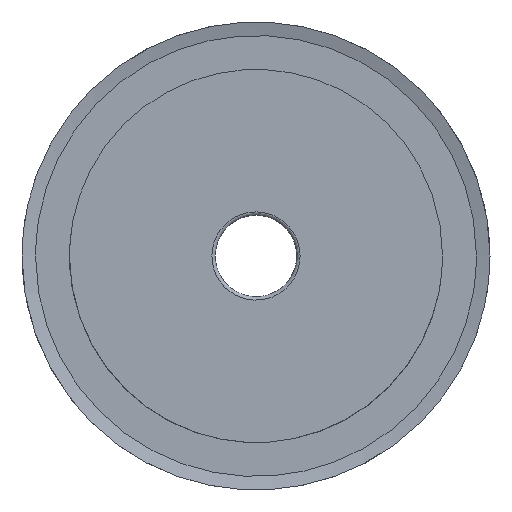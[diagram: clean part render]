
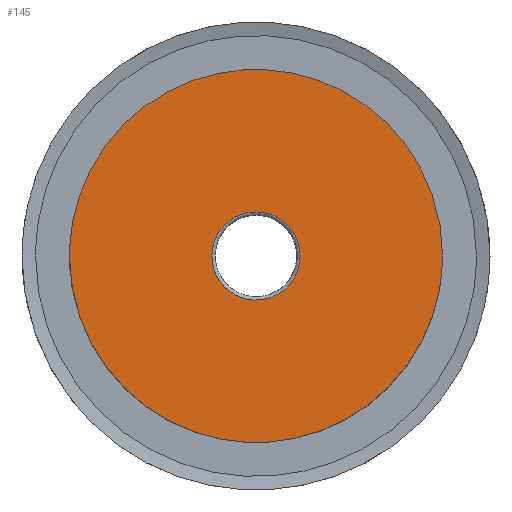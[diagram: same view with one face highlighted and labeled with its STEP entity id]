
A CAD part, front view. The second image highlights one B-rep face of the part: STEP entity #145.
In plain terms, the highlighted free-form (B-spline) face has degree [1, 1] with [2, 2] control points.
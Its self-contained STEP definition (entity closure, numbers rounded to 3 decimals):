
#32 = VERTEX_POINT('',#33);
#33 = CARTESIAN_POINT('',(0.,0.,14.848));
#39 = EDGE_CURVE('',#32,#40,#42,.T.);
#40 = VERTEX_POINT('',#41);
#41 = CARTESIAN_POINT('',(-14.848,0.,0.));
#42 = ( BOUNDED_CURVE() B_SPLINE_CURVE(2,(#43,#44,#45),.UNSPECIFIED.,.F.
,.F.) B_SPLINE_CURVE_WITH_KNOTS((3,3),(1.571,3.142),
.PIECEWISE_BEZIER_KNOTS.) CURVE() GEOMETRIC_REPRESENTATION_ITEM() 
RATIONAL_B_SPLINE_CURVE((1.,0.707,1.)) REPRESENTATION_ITEM('') 
  );
#43 = CARTESIAN_POINT('',(0.,0.,14.848));
#44 = CARTESIAN_POINT('',(-14.848,0.,14.848));
#45 = CARTESIAN_POINT('',(-14.848,0.,0.));
#47 = EDGE_CURVE('',#40,#32,#48,.T.);
#48 = ( BOUNDED_CURVE() B_SPLINE_CURVE(2,(#49,#50,#51,#52,#53,#54,#55),
.UNSPECIFIED.,.F.,.F.) B_SPLINE_CURVE_WITH_KNOTS((3,2,2,3),(
    -3.142,-1.571,0.,1.571),.UNSPECIFIED.) 
CURVE() GEOMETRIC_REPRESENTATION_ITEM() RATIONAL_B_SPLINE_CURVE((1.,
    0.707,1.,0.707,1.,0.707,1.)) 
REPRESENTATION_ITEM('') );
#49 = CARTESIAN_POINT('',(-14.848,0.,0.));
#50 = CARTESIAN_POINT('',(-14.848,0.,-14.848));
#51 = CARTESIAN_POINT('',(0.,0.,-14.848));
#52 = CARTESIAN_POINT('',(14.848,0.,-14.848));
#53 = CARTESIAN_POINT('',(14.848,0.,0.));
#54 = CARTESIAN_POINT('',(14.848,0.,14.848));
#55 = CARTESIAN_POINT('',(0.,0.,14.848));
#145 = ADVANCED_FACE('',(#146,#162),#166,.T.);
#146 = FACE_BOUND('',#147,.T.);
#147 = EDGE_LOOP('',(#148));
#148 = ORIENTED_EDGE('',*,*,#149,.T.);
#149 = EDGE_CURVE('',#150,#150,#152,.T.);
#150 = VERTEX_POINT('',#151);
#151 = CARTESIAN_POINT('',(62.819,0.,0.));
#152 = ( BOUNDED_CURVE() B_SPLINE_CURVE(2,(#153,#154,#155,#156,#157,#158
,#159,#160,#161),.UNSPECIFIED.,.T.,.F.) B_SPLINE_CURVE_WITH_KNOTS((3,2,2
    ,2,3),(-3.142,-1.571,0.,1.571,
3.142),.UNSPECIFIED.) CURVE() GEOMETRIC_REPRESENTATION_ITEM() 
RATIONAL_B_SPLINE_CURVE((1.,0.707,1.,0.707,1.,
0.707,1.,0.707,1.)) REPRESENTATION_ITEM('') );
#153 = CARTESIAN_POINT('',(62.819,0.,0.));
#154 = CARTESIAN_POINT('',(62.819,0.,62.819));
#155 = CARTESIAN_POINT('',(0.,0.,62.819));
#156 = CARTESIAN_POINT('',(-62.819,0.,62.819));
#157 = CARTESIAN_POINT('',(-62.819,0.,0.));
#158 = CARTESIAN_POINT('',(-62.819,0.,-62.819));
#159 = CARTESIAN_POINT('',(0.,0.,-62.819));
#160 = CARTESIAN_POINT('',(62.819,0.,-62.819));
#161 = CARTESIAN_POINT('',(62.819,0.,0.));
#162 = FACE_BOUND('',#163,.T.);
#163 = EDGE_LOOP('',(#164,#165));
#164 = ORIENTED_EDGE('',*,*,#47,.F.);
#165 = ORIENTED_EDGE('',*,*,#39,.F.);
#166 = B_SPLINE_SURFACE_WITH_KNOTS('',1,1,(
    (#167,#168)
    ,(#169,#170
    )),.UNSPECIFIED.,.F.,.F.,.F.,(2,2),(2,2),(-5.502,
    5.5),(-5.517,5.485),
  .PIECEWISE_BEZIER_KNOTS.);
#167 = CARTESIAN_POINT('',(-62.83,0.,62.83));
#168 = CARTESIAN_POINT('',(62.83,0.,62.83));
#169 = CARTESIAN_POINT('',(-62.83,0.,-62.83));
#170 = CARTESIAN_POINT('',(62.83,0.,-62.83));
